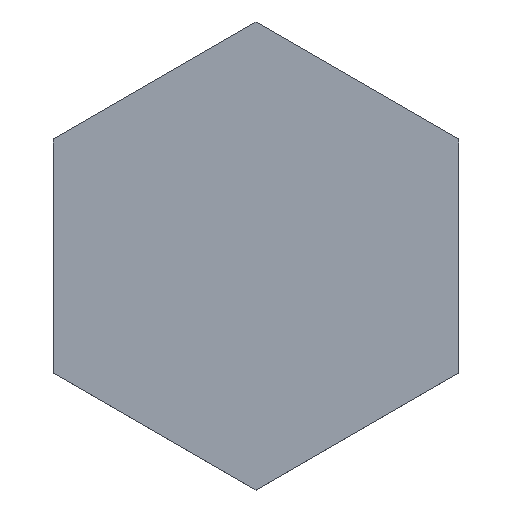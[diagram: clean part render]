
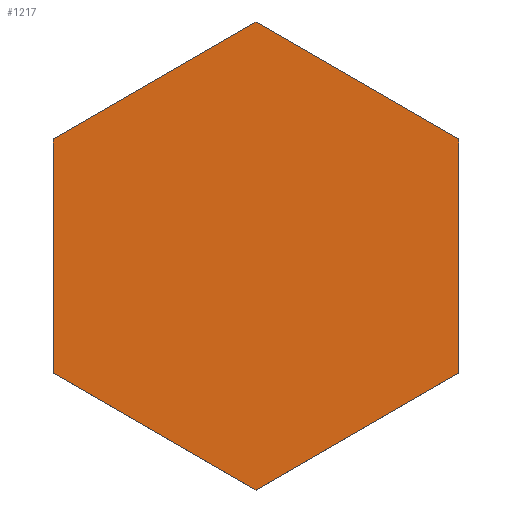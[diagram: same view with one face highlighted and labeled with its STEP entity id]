
A CAD part, top view. The second image highlights one B-rep face of the part: STEP entity #1217.
In plain terms, the highlighted planar face has unit normal (0, 0, 1).
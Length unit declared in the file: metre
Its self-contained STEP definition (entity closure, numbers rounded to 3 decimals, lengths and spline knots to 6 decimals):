
#42 = LINE ( 'NONE', #509, #805 ) ;
#70 = CARTESIAN_POINT ( 'NONE',  ( -0.007602, -0.198094, 0.0016 ) ) ;
#73 = VERTEX_POINT ( 'NONE', #689 ) ;
#87 = VECTOR ( 'NONE', #931, 1. ) ;
#122 = CARTESIAN_POINT ( 'NONE',  ( -0.0009, -0.201963, 0.0016 ) ) ;
#162 = LINE ( 'NONE', #1176, #1113 ) ;
#167 = DIRECTION ( 'NONE',  ( 1., 0., 0. ) ) ;
#249 = VERTEX_POINT ( 'NONE', #1186 ) ;
#257 = VECTOR ( 'NONE', #1148, 1. ) ;
#281 = PLANE ( 'NONE',  #1339 ) ;
#366 = VECTOR ( 'NONE', #919, 1. ) ;
#400 = DIRECTION ( 'NONE',  ( 0.866, -0.5, 0. ) ) ;
#447 = CARTESIAN_POINT ( 'NONE',  ( -0.0009, -0.186485, 0.0016 ) ) ;
#458 = CARTESIAN_POINT ( 'NONE',  ( -0.0009, -0.201963, 0.0016 ) ) ;
#464 = CARTESIAN_POINT ( 'NONE',  ( 0.005802, -0.190355, 0.0016 ) ) ;
#506 = DIRECTION ( 'NONE',  ( 0., 1., 0. ) ) ;
#509 = CARTESIAN_POINT ( 'NONE',  ( -0.007602, -0.198094, 0.0016 ) ) ;
#532 = VERTEX_POINT ( 'NONE', #458 ) ;
#540 = VERTEX_POINT ( 'NONE', #579 ) ;
#579 = CARTESIAN_POINT ( 'NONE',  ( -0.0009, -0.186485, 0.0016 ) ) ;
#593 = ORIENTED_EDGE ( 'NONE', *, *, #1212, .T. ) ;
#678 = CARTESIAN_POINT ( 'NONE',  ( -0.007602, -0.190355, 0.0016 ) ) ;
#689 = CARTESIAN_POINT ( 'NONE',  ( 0.005802, -0.190355, 0.0016 ) ) ;
#733 = ORIENTED_EDGE ( 'NONE', *, *, #1302, .T. ) ;
#749 = CARTESIAN_POINT ( 'NONE',  ( -0.0009, -0.1919, 0.0016 ) ) ;
#780 = ORIENTED_EDGE ( 'NONE', *, *, #953, .T. ) ;
#794 = LINE ( 'NONE', #678, #366 ) ;
#805 = VECTOR ( 'NONE', #400, 1. ) ;
#815 = ORIENTED_EDGE ( 'NONE', *, *, #1318, .T. ) ;
#876 = ORIENTED_EDGE ( 'NONE', *, *, #907, .T. ) ;
#907 = EDGE_CURVE ( 'NONE', #532, #1105, #1170, .T. ) ;
#912 = DIRECTION ( 'NONE',  ( -0.866, -0.5, 0. ) ) ;
#919 = DIRECTION ( 'NONE',  ( 0., -1., 0. ) ) ;
#931 = DIRECTION ( 'NONE',  ( 0.866, 0.5, 0. ) ) ;
#953 = EDGE_CURVE ( 'NONE', #73, #540, #1265, .T. ) ;
#1023 = VECTOR ( 'NONE', #912, 1. ) ;
#1086 = CARTESIAN_POINT ( 'NONE',  ( 0.005802, -0.198094, 0.0016 ) ) ;
#1099 = EDGE_LOOP ( 'NONE', ( #876, #1455, #780, #733, #815, #593 ) ) ;
#1105 = VERTEX_POINT ( 'NONE', #1086 ) ;
#1113 = VECTOR ( 'NONE', #506, 1. ) ;
#1148 = DIRECTION ( 'NONE',  ( -0.866, 0.5, 0. ) ) ;
#1170 = LINE ( 'NONE', #122, #87 ) ;
#1176 = CARTESIAN_POINT ( 'NONE',  ( 0.005802, -0.198094, 0.0016 ) ) ;
#1186 = CARTESIAN_POINT ( 'NONE',  ( -0.007602, -0.190355, 0.0016 ) ) ;
#1197 = VERTEX_POINT ( 'NONE', #70 ) ;
#1212 = EDGE_CURVE ( 'NONE', #1197, #532, #42, .T. ) ;
#1217 = ADVANCED_FACE ( 'NONE', ( #1337 ), #281, .T. ) ;
#1219 = DIRECTION ( 'NONE',  ( 0., 0., 1. ) ) ;
#1265 = LINE ( 'NONE', #464, #257 ) ;
#1302 = EDGE_CURVE ( 'NONE', #540, #249, #1499, .T. ) ;
#1318 = EDGE_CURVE ( 'NONE', #249, #1197, #794, .T. ) ;
#1337 = FACE_OUTER_BOUND ( 'NONE', #1099, .T. ) ;
#1339 = AXIS2_PLACEMENT_3D ( 'NONE', #749, #1219, #167 ) ;
#1367 = EDGE_CURVE ( 'NONE', #1105, #73, #162, .T. ) ;
#1455 = ORIENTED_EDGE ( 'NONE', *, *, #1367, .T. ) ;
#1499 = LINE ( 'NONE', #447, #1023 ) ;
